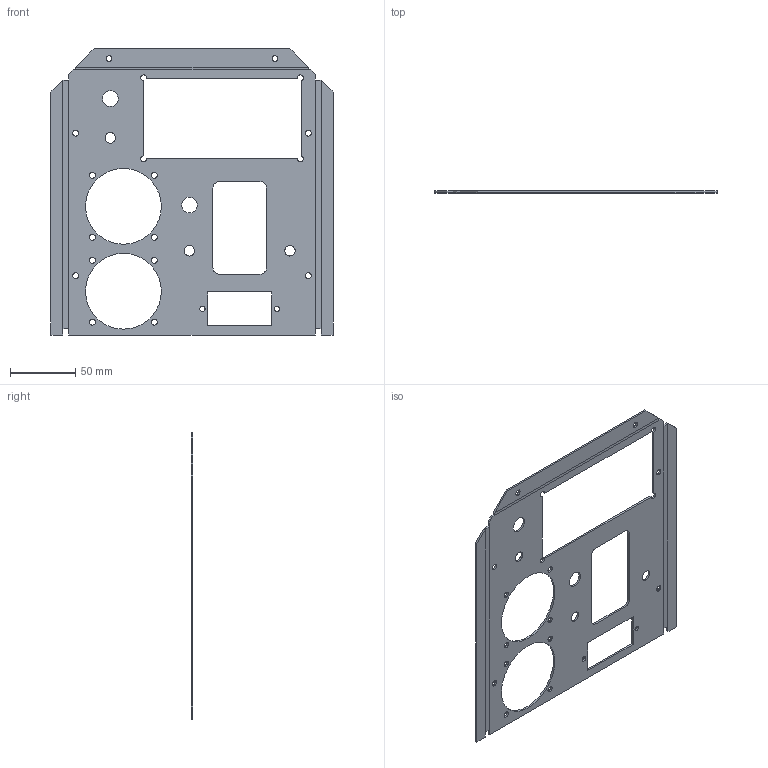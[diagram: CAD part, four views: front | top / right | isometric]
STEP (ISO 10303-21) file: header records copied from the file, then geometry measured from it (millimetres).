
FILE_DESCRIPTION (( 'STEP AP214' ), '1' );
FILE_NAME ('Panel heli.STEP', '2023-01-12T21:32:51', ( '' ), ( '' ), 'SwSTEP 2.0', 'SolidWorks 2017', '' );
FILE_SCHEMA (( 'AUTOMOTIVE_DESIGN' ));
Length unit declared in the file: millimetre
Products named in the file (1): Panel heli
Bounding box: 216 x 1.5 x 219 mm (x, y, z)
Volume: 42969.4 mm3; surface area: 60819.8 mm2
Topology: 1 solids, 1 shells, 108 faces, 294 edges, 188 vertices
Faces by surface type: cylinder 56, plane 52
Entity records: 3564 total; most frequent: DIRECTION 616, CARTESIAN_POINT 615, ORIENTED_EDGE 588, EDGE_CURVE 294, AXIS2_PLACEMENT_3D 221, VERTEX_POINT 188, VECTOR 174, LINE 174
